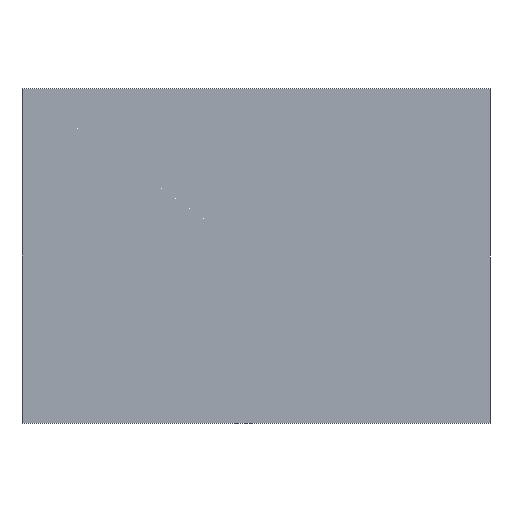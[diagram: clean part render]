
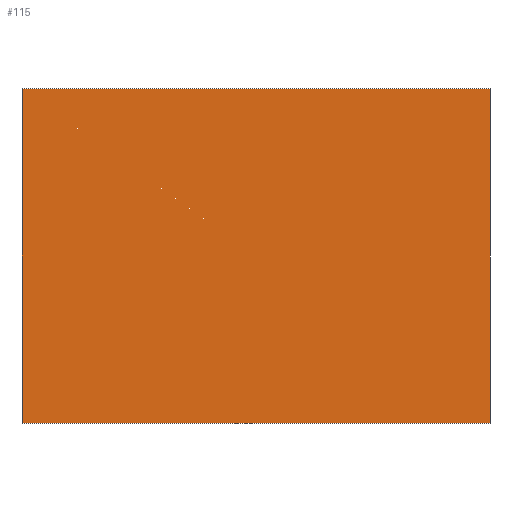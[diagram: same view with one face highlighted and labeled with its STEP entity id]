
A CAD part, front view. The second image highlights one B-rep face of the part: STEP entity #115.
In plain terms, the highlighted planar face has unit normal (0, 1, 0).
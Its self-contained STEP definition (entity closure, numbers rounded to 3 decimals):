
#76=CARTESIAN_POINT('Axis2P3D Location',(0.,0.,0.)) ;
#81=CARTESIAN_POINT('Line Origine',(40.,0.,5.)) ;
#85=CARTESIAN_POINT('Cartesian Point',(40.,0.,-20.)) ;
#87=CARTESIAN_POINT('Cartesian Point',(40.,0.,30.)) ;
#90=CARTESIAN_POINT('Line Origine',(5.,0.,-20.)) ;
#94=CARTESIAN_POINT('Cartesian Point',(-30.,0.,-20.)) ;
#97=CARTESIAN_POINT('Line Origine',(-30.,0.,5.)) ;
#101=CARTESIAN_POINT('Cartesian Point',(-30.,0.,30.)) ;
#104=CARTESIAN_POINT('Line Origine',(5.,0.,30.)) ;
#77=DIRECTION('Axis2P3D Direction',(0.,1.,0.)) ;
#78=DIRECTION('Axis2P3D XDirection',(-1.,0.,0.)) ;
#82=DIRECTION('Vector Direction',(0.,0.,-1.)) ;
#91=DIRECTION('Vector Direction',(1.,0.,0.)) ;
#98=DIRECTION('Vector Direction',(0.,0.,1.)) ;
#105=DIRECTION('Vector Direction',(-1.,0.,0.)) ;
#79=AXIS2_PLACEMENT_3D('Plane Axis2P3D',#76,#77,#78) ;
#110=ORIENTED_EDGE('Oriented Edge',*,*,#89,.F.) ;
#111=ORIENTED_EDGE('Oriented Edge',*,*,#96,.F.) ;
#112=ORIENTED_EDGE('Oriented Edge',*,*,#103,.F.) ;
#113=ORIENTED_EDGE('Oriented Edge',*,*,#108,.F.) ;
#83=VECTOR('Line Direction',#82,1.) ;
#92=VECTOR('Line Direction',#91,1.) ;
#99=VECTOR('Line Direction',#98,1.) ;
#106=VECTOR('Line Direction',#105,1.) ;
#115=ADVANCED_FACE('Advanced Face',(#114),#80,.T.) ;
#89=EDGE_CURVE('Edge Curve',#86,#88,#84,.F.) ;
#96=EDGE_CURVE('Edge Curve',#95,#86,#93,.T.) ;
#103=EDGE_CURVE('Edge Curve',#102,#95,#100,.F.) ;
#108=EDGE_CURVE('Edge Curve',#88,#102,#107,.T.) ;
#109=EDGE_LOOP('Oriented Loop',(#110,#111,#112,#113)) ;
#114=FACE_OUTER_BOUND('Face Bound',#109,.T.) ;
#84=LINE('Line',#81,#83) ;
#93=LINE('Line',#90,#92) ;
#100=LINE('Line',#97,#99) ;
#107=LINE('Line',#104,#106) ;
#80=PLANE('Plane',#79) ;
#86=VERTEX_POINT('Vertex Point',#85) ;
#88=VERTEX_POINT('Vertex Point',#87) ;
#95=VERTEX_POINT('Vertex Point',#94) ;
#102=VERTEX_POINT('Vertex Point',#101) ;
